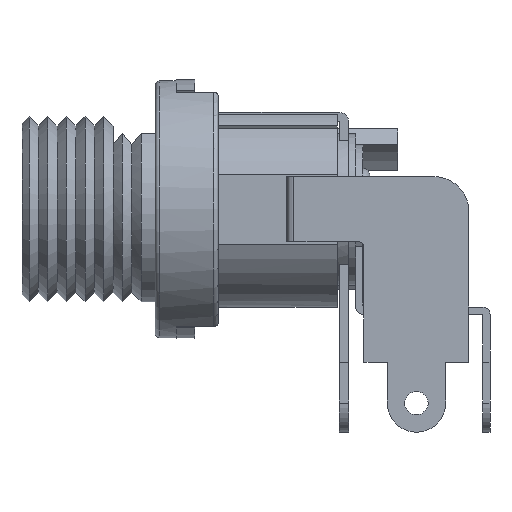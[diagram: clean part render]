
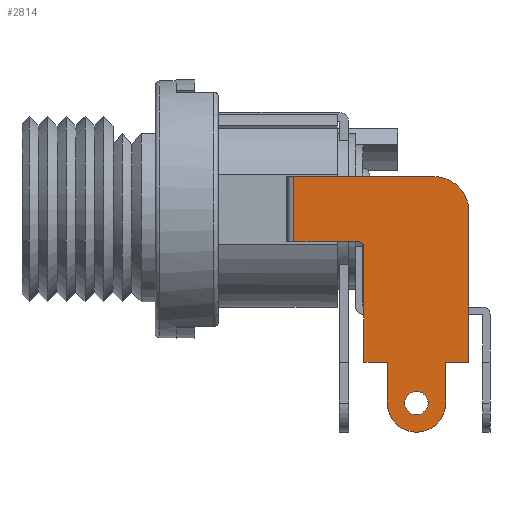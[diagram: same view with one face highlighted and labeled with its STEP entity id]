
A CAD part, left-side view. The second image highlights one B-rep face of the part: STEP entity #2814.
In plain terms, the highlighted planar face has unit normal (-1, 0, 0).
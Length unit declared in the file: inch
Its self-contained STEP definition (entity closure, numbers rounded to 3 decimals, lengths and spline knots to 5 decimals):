
#2 = ORIENTED_EDGE ( 'NONE', *, *, #3184, .T. ) ;
#43 = DIRECTION ( 'NONE',  ( 0., 0., -1. ) ) ;
#50 = VERTEX_POINT ( 'NONE', #817 ) ;
#103 = ORIENTED_EDGE ( 'NONE', *, *, #3055, .T. ) ;
#180 = CARTESIAN_POINT ( 'NONE',  ( -0.19488, -0.52953, -0.00394 ) ) ;
#425 = CARTESIAN_POINT ( 'NONE',  ( -0.19488, -0.35236, -0.25787 ) ) ;
#426 = DIRECTION ( 'NONE',  ( 1., 0., 0. ) ) ;
#444 = DIRECTION ( 'NONE',  ( 0., 0., 1. ) ) ;
#532 = CARTESIAN_POINT ( 'NONE',  ( -0.19488, -0.35236, -0.06299 ) ) ;
#675 = EDGE_CURVE ( 'NONE', #847, #3078, #2103, .T. ) ;
#693 = DIRECTION ( 'NONE',  ( 0., 0., 1. ) ) ;
#726 = AXIS2_PLACEMENT_3D ( 'NONE', #2399, #4689, #6527 ) ;
#758 = CARTESIAN_POINT ( 'NONE',  ( -0.19488, -0.22244, -0.05512 ) ) ;
#787 = VERTEX_POINT ( 'NONE', #2142 ) ;
#817 = CARTESIAN_POINT ( 'NONE',  ( -0.19488, -0.44094, -0.34646 ) ) ;
#847 = VERTEX_POINT ( 'NONE', #3338 ) ;
#990 = CARTESIAN_POINT ( 'NONE',  ( -0.19488, -0.52953, -0.25787 ) ) ;
#1004 = EDGE_CURVE ( 'NONE', #50, #6185, #3345, .T. ) ;
#1043 = CARTESIAN_POINT ( 'NONE',  ( -0.19488, -0.44094, -0.32677 ) ) ;
#1118 = VERTEX_POINT ( 'NONE', #990 ) ;
#1130 = ORIENTED_EDGE ( 'NONE', *, *, #4492, .T. ) ;
#1198 = CARTESIAN_POINT ( 'NONE',  ( -0.19488, -0.52953, -0.00394 ) ) ;
#1278 = LINE ( 'NONE', #1198, #7190 ) ;
#1321 = VERTEX_POINT ( 'NONE', #2502 ) ;
#1408 = LINE ( 'NONE', #758, #1517 ) ;
#1517 = VECTOR ( 'NONE', #6819, 39.37008 ) ;
#1833 = DIRECTION ( 'NONE',  ( 1., 0., 0. ) ) ;
#2081 = AXIS2_PLACEMENT_3D ( 'NONE', #7781, #1833, #2881 ) ;
#2103 = CIRCLE ( 'NONE', #7159, 0.04921 ) ;
#2121 = CARTESIAN_POINT ( 'NONE',  ( -0.19488, -0.44094, -0.30709 ) ) ;
#2142 = CARTESIAN_POINT ( 'NONE',  ( -0.19488, -0.23425, 0.05512 ) ) ;
#2399 = CARTESIAN_POINT ( 'NONE',  ( -0.19488, -0.44094, -0.32677 ) ) ;
#2407 = ORIENTED_EDGE ( 'NONE', *, *, #3326, .T. ) ;
#2445 = VERTEX_POINT ( 'NONE', #7554 ) ;
#2496 = VERTEX_POINT ( 'NONE', #6036 ) ;
#2502 = CARTESIAN_POINT ( 'NONE',  ( -0.19488, -0.39173, -0.25787 ) ) ;
#2522 = EDGE_CURVE ( 'NONE', #1118, #5642, #1278, .T. ) ;
#2632 = ORIENTED_EDGE ( 'NONE', *, *, #3950, .T. ) ;
#2765 = ORIENTED_EDGE ( 'NONE', *, *, #7274, .T. ) ;
#2814 = ADVANCED_FACE ( 'NONE', ( #2828, #4522 ), #3883, .F. ) ;
#2828 = FACE_BOUND ( 'NONE', #6573, .T. ) ;
#2881 = DIRECTION ( 'NONE',  ( 0., 0., 1. ) ) ;
#2884 = EDGE_LOOP ( 'NONE', ( #2765, #2, #103, #4375, #5876, #2632, #2407, #3243, #3764, #7522, #3494, #1130 ) ) ;
#3055 = EDGE_CURVE ( 'NONE', #5015, #2445, #1408, .T. ) ;
#3078 = VERTEX_POINT ( 'NONE', #6742 ) ;
#3184 = EDGE_CURVE ( 'NONE', #787, #5015, #6651, .T. ) ;
#3243 = ORIENTED_EDGE ( 'NONE', *, *, #675, .T. ) ;
#3290 = VECTOR ( 'NONE', #6818, 39.37008 ) ;
#3326 = EDGE_CURVE ( 'NONE', #1321, #847, #6601, .T. ) ;
#3338 = CARTESIAN_POINT ( 'NONE',  ( -0.19488, -0.39173, -0.32677 ) ) ;
#3345 = CIRCLE ( 'NONE', #5476, 0.01969 ) ;
#3354 = CARTESIAN_POINT ( 'NONE',  ( -0.19488, -0.49016, -0.25787 ) ) ;
#3494 = ORIENTED_EDGE ( 'NONE', *, *, #2522, .T. ) ;
#3579 = CARTESIAN_POINT ( 'NONE',  ( -0.19488, -0.52953, -0.25787 ) ) ;
#3693 = CIRCLE ( 'NONE', #2081, 0.00787 ) ;
#3702 = DIRECTION ( 'NONE',  ( 0., -1., 0. ) ) ;
#3764 = ORIENTED_EDGE ( 'NONE', *, *, #4655, .T. ) ;
#3789 = CIRCLE ( 'NONE', #6854, 0.05906 ) ;
#3844 = DIRECTION ( 'NONE',  ( 0., -1., 0. ) ) ;
#3876 = CARTESIAN_POINT ( 'NONE',  ( -0.19488, -0.49016, -0.25787 ) ) ;
#3883 = PLANE ( 'NONE',  #5624 ) ;
#3950 = EDGE_CURVE ( 'NONE', #6159, #1321, #5071, .T. ) ;
#4041 = VERTEX_POINT ( 'NONE', #532 ) ;
#4182 = DIRECTION ( 'NONE',  ( 0., 0., -1. ) ) ;
#4216 = DIRECTION ( 'NONE',  ( -1., 0., 0. ) ) ;
#4237 = DIRECTION ( 'NONE',  ( 0., 0., 1. ) ) ;
#4328 = ORIENTED_EDGE ( 'NONE', *, *, #5859, .F. ) ;
#4339 = EDGE_CURVE ( 'NONE', #4041, #6159, #4563, .T. ) ;
#4375 = ORIENTED_EDGE ( 'NONE', *, *, #5502, .T. ) ;
#4432 = CARTESIAN_POINT ( 'NONE',  ( -0.19488, -0.47047, -0.00394 ) ) ;
#4492 = EDGE_CURVE ( 'NONE', #5642, #2496, #3789, .T. ) ;
#4495 = ORIENTED_EDGE ( 'NONE', *, *, #1004, .F. ) ;
#4522 = FACE_OUTER_BOUND ( 'NONE', #2884, .T. ) ;
#4529 = CARTESIAN_POINT ( 'NONE',  ( -0.19488, -0.39173, -0.25787 ) ) ;
#4563 = LINE ( 'NONE', #425, #4812 ) ;
#4650 = CARTESIAN_POINT ( 'NONE',  ( -0.19488, -0.22244, 0.05512 ) ) ;
#4655 = EDGE_CURVE ( 'NONE', #3078, #6640, #5055, .T. ) ;
#4689 = DIRECTION ( 'NONE',  ( -1., 0., 0. ) ) ;
#4799 = EDGE_CURVE ( 'NONE', #6640, #1118, #6126, .T. ) ;
#4812 = VECTOR ( 'NONE', #5653, 39.37008 ) ;
#4889 = VECTOR ( 'NONE', #5298, 39.37008 ) ;
#4932 = VECTOR ( 'NONE', #6446, 39.37008 ) ;
#4936 = CARTESIAN_POINT ( 'NONE',  ( -0.19488, -0.47047, -0.00394 ) ) ;
#5015 = VERTEX_POINT ( 'NONE', #5350 ) ;
#5055 = LINE ( 'NONE', #3354, #3290 ) ;
#5071 = LINE ( 'NONE', #4529, #6823 ) ;
#5168 = DIRECTION ( 'NONE',  ( -1., 0., 0. ) ) ;
#5298 = DIRECTION ( 'NONE',  ( 0., 0., -1. ) ) ;
#5350 = CARTESIAN_POINT ( 'NONE',  ( -0.19488, -0.23425, -0.05512 ) ) ;
#5376 = CARTESIAN_POINT ( 'NONE',  ( -0.19488, -0.39173, -0.32677 ) ) ;
#5476 = AXIS2_PLACEMENT_3D ( 'NONE', #5496, #5610, #693 ) ;
#5496 = CARTESIAN_POINT ( 'NONE',  ( -0.19488, -0.44094, -0.32677 ) ) ;
#5502 = EDGE_CURVE ( 'NONE', #2445, #4041, #3693, .T. ) ;
#5610 = DIRECTION ( 'NONE',  ( -1., 0., 0. ) ) ;
#5624 = AXIS2_PLACEMENT_3D ( 'NONE', #4432, #426, #7533 ) ;
#5642 = VERTEX_POINT ( 'NONE', #180 ) ;
#5653 = DIRECTION ( 'NONE',  ( 0., 0., -1. ) ) ;
#5859 = EDGE_CURVE ( 'NONE', #6185, #50, #6871, .T. ) ;
#5876 = ORIENTED_EDGE ( 'NONE', *, *, #4339, .T. ) ;
#6014 = CARTESIAN_POINT ( 'NONE',  ( -0.19488, -0.23425, -0.05512 ) ) ;
#6036 = CARTESIAN_POINT ( 'NONE',  ( -0.19488, -0.47047, 0.05512 ) ) ;
#6126 = LINE ( 'NONE', #3579, #7122 ) ;
#6159 = VERTEX_POINT ( 'NONE', #6659 ) ;
#6185 = VERTEX_POINT ( 'NONE', #2121 ) ;
#6446 = DIRECTION ( 'NONE',  ( 0., 1., 0. ) ) ;
#6527 = DIRECTION ( 'NONE',  ( 0., 0., 1. ) ) ;
#6561 = VECTOR ( 'NONE', #43, 39.37008 ) ;
#6573 = EDGE_LOOP ( 'NONE', ( #4328, #4495 ) ) ;
#6601 = LINE ( 'NONE', #5376, #4889 ) ;
#6640 = VERTEX_POINT ( 'NONE', #3876 ) ;
#6651 = LINE ( 'NONE', #6014, #6561 ) ;
#6659 = CARTESIAN_POINT ( 'NONE',  ( -0.19488, -0.35236, -0.25787 ) ) ;
#6742 = CARTESIAN_POINT ( 'NONE',  ( -0.19488, -0.49016, -0.32677 ) ) ;
#6818 = DIRECTION ( 'NONE',  ( 0., 0., 1. ) ) ;
#6819 = DIRECTION ( 'NONE',  ( 0., -1., 0. ) ) ;
#6823 = VECTOR ( 'NONE', #3844, 39.37008 ) ;
#6854 = AXIS2_PLACEMENT_3D ( 'NONE', #4936, #4216, #4182 ) ;
#6871 = CIRCLE ( 'NONE', #726, 0.01969 ) ;
#7122 = VECTOR ( 'NONE', #3702, 39.37008 ) ;
#7159 = AXIS2_PLACEMENT_3D ( 'NONE', #1043, #5168, #444 ) ;
#7190 = VECTOR ( 'NONE', #4237, 39.37008 ) ;
#7274 = EDGE_CURVE ( 'NONE', #2496, #787, #7697, .T. ) ;
#7522 = ORIENTED_EDGE ( 'NONE', *, *, #4799, .T. ) ;
#7533 = DIRECTION ( 'NONE',  ( 0., 0., -1. ) ) ;
#7554 = CARTESIAN_POINT ( 'NONE',  ( -0.19488, -0.34449, -0.05512 ) ) ;
#7697 = LINE ( 'NONE', #4650, #4932 ) ;
#7781 = CARTESIAN_POINT ( 'NONE',  ( -0.19488, -0.34449, -0.06299 ) ) ;
